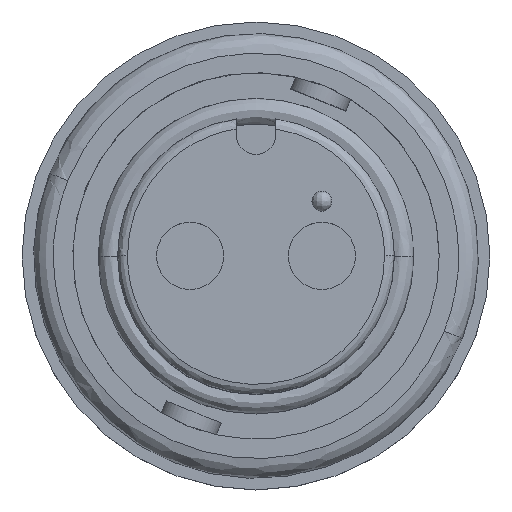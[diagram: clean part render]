
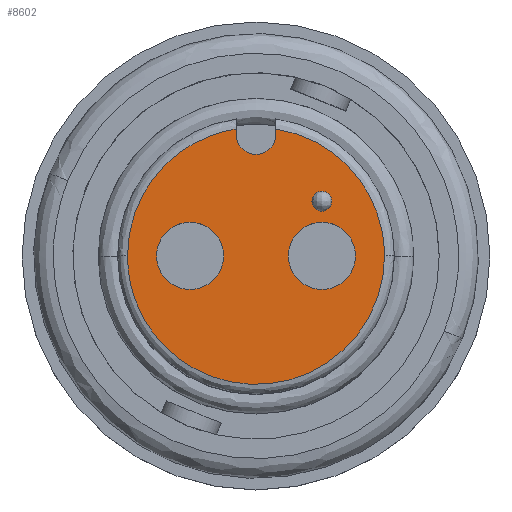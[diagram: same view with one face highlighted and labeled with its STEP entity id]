
A CAD part, top view. The second image highlights one B-rep face of the part: STEP entity #8602.
In plain terms, the highlighted planar face has unit normal (0, 0, 1).
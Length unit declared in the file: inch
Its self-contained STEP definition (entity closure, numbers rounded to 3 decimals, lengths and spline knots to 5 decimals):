
#105 = FACE_BOUND ( 'NONE', #3315, .T. ) ;
#107 = CIRCLE ( 'NONE', #9405, 0.051 ) ;
#335 = CIRCLE ( 'NONE', #14415, 0.03 ) ;
#500 = VERTEX_POINT ( 'NONE', #11072 ) ;
#568 = EDGE_CURVE ( 'NONE', #14170, #7754, #10728, .T. ) ;
#1100 = ORIENTED_EDGE ( 'NONE', *, *, #12948, .T. ) ;
#1137 = AXIS2_PLACEMENT_3D ( 'NONE', #5587, #5569, #5557 ) ;
#1290 = CARTESIAN_POINT ( 'NONE',  ( -0.151, 0., 0. ) ) ;
#1536 = VERTEX_POINT ( 'NONE', #6085 ) ;
#1654 = ORIENTED_EDGE ( 'NONE', *, *, #9287, .F. ) ;
#1683 = CIRCLE ( 'NONE', #10559, 0.015 ) ;
#1774 = VERTEX_POINT ( 'NONE', #3597 ) ;
#1916 = VERTEX_POINT ( 'NONE', #2496 ) ;
#2380 = ORIENTED_EDGE ( 'NONE', *, *, #15236, .T. ) ;
#2496 = CARTESIAN_POINT ( 'NONE',  ( 0.195, 0., 0. ) ) ;
#2831 = EDGE_LOOP ( 'NONE', ( #10450, #10066 ) ) ;
#3022 = DIRECTION ( 'NONE',  ( 0., -1., 0. ) ) ;
#3023 = VECTOR ( 'NONE', #3022, 39.37008 ) ;
#3145 = ORIENTED_EDGE ( 'NONE', *, *, #5754, .T. ) ;
#3315 = EDGE_LOOP ( 'NONE', ( #3145, #15063 ) ) ;
#3597 = CARTESIAN_POINT ( 'NONE',  ( 0.049, 0., 0. ) ) ;
#3755 = EDGE_LOOP ( 'NONE', ( #9436, #5489, #2380, #10849, #9469, #1654 ) ) ;
#3782 = LINE ( 'NONE', #14458, #3023 ) ;
#3804 = VERTEX_POINT ( 'NONE', #15360 ) ;
#4039 = VECTOR ( 'NONE', #9336, 39.37008 ) ;
#4123 = CARTESIAN_POINT ( 'NONE',  ( 0.03, 0.184, 0. ) ) ;
#4333 = EDGE_CURVE ( 'NONE', #1916, #1536, #10724, .T. ) ;
#4469 = VERTEX_POINT ( 'NONE', #6057 ) ;
#4496 = EDGE_CURVE ( 'NONE', #500, #1774, #4575, .T. ) ;
#4575 = CIRCLE ( 'NONE', #1137, 0.051 ) ;
#4870 = EDGE_CURVE ( 'NONE', #9188, #10101, #3782, .T. ) ;
#5231 =( BOUNDED_CURVE ( )  B_SPLINE_CURVE ( 3, ( #9695, #9641, #9609, #9606 ),
 .UNSPECIFIED., .F., .F. ) 
 B_SPLINE_CURVE_WITH_KNOTS ( ( 4, 4 ),
 ( 0., 1. ),
 .UNSPECIFIED. ) 
 CURVE ( )  GEOMETRIC_REPRESENTATION_ITEM ( )  RATIONAL_B_SPLINE_CURVE ( ( 1., 0.84, 0.84, 1. ) ) 
 REPRESENTATION_ITEM ( '' )  );
#5489 = ORIENTED_EDGE ( 'NONE', *, *, #6948, .T. ) ;
#5557 = DIRECTION ( 'NONE',  ( -1., 0., 0. ) ) ;
#5569 = DIRECTION ( 'NONE',  ( 0., 0., -1. ) ) ;
#5587 = CARTESIAN_POINT ( 'NONE',  ( 0.1, 0., 0. ) ) ;
#5754 = EDGE_CURVE ( 'NONE', #3804, #8180, #1683, .T. ) ;
#6057 = CARTESIAN_POINT ( 'NONE',  ( -0.03, 0.184, 0. ) ) ;
#6085 = CARTESIAN_POINT ( 'NONE',  ( -0.195, 0., 0. ) ) ;
#6271 = VERTEX_POINT ( 'NONE', #6888 ) ;
#6281 = CARTESIAN_POINT ( 'NONE',  ( -0.03, 0.19268, 0. ) ) ;
#6327 = DIRECTION ( 'NONE',  ( -1., 0., 0. ) ) ;
#6328 = CARTESIAN_POINT ( 'NONE',  ( -0.1295, 0.17719, 0. ) ) ;
#6348 = DIRECTION ( 'NONE',  ( 0., 0., -1. ) ) ;
#6365 = CARTESIAN_POINT ( 'NONE',  ( 0.09989, 0.08286, 0. ) ) ;
#6754 = CARTESIAN_POINT ( 'NONE',  ( -0.195, 0., 0. ) ) ;
#6888 = CARTESIAN_POINT ( 'NONE',  ( -0.03, 0.19268, 0. ) ) ;
#6948 = EDGE_CURVE ( 'NONE', #10101, #4469, #335, .T. ) ;
#7348 = CIRCLE ( 'NONE', #15966, 0.015 ) ;
#7474 = FACE_BOUND ( 'NONE', #2831, .T. ) ;
#7747 = AXIS2_PLACEMENT_3D ( 'NONE', #14184, #14172, #14157 ) ;
#7754 = VERTEX_POINT ( 'NONE', #1290 ) ;
#7788 = CARTESIAN_POINT ( 'NONE',  ( -0.195, 0., 0. ) ) ;
#7824 = CARTESIAN_POINT ( 'NONE',  ( -0.195, -0.39, 0. ) ) ;
#7947 = CARTESIAN_POINT ( 'NONE',  ( -0.195, 0.1007, 0. ) ) ;
#7990 = FACE_BOUND ( 'NONE', #15378, .T. ) ;
#8082 = CARTESIAN_POINT ( 'NONE',  ( 0.195, -0.39, 0. ) ) ;
#8180 = VERTEX_POINT ( 'NONE', #15977 ) ;
#8200 = CARTESIAN_POINT ( 'NONE',  ( 0.195, 0., 0. ) ) ;
#8602 = ADVANCED_FACE ( 'NONE', ( #105, #15000, #7474, #7990 ), #14234, .T. ) ;
#9188 = VERTEX_POINT ( 'NONE', #10174 ) ;
#9287 = EDGE_CURVE ( 'NONE', #9188, #1916, #5231, .T. ) ;
#9295 = AXIS2_PLACEMENT_3D ( 'NONE', #10507, #10488, #10469 ) ;
#9336 = DIRECTION ( 'NONE',  ( 0., 1., 0. ) ) ;
#9405 = AXIS2_PLACEMENT_3D ( 'NONE', #10044, #9984, #9929 ) ;
#9436 = ORIENTED_EDGE ( 'NONE', *, *, #4870, .T. ) ;
#9469 = ORIENTED_EDGE ( 'NONE', *, *, #4333, .F. ) ;
#9606 = CARTESIAN_POINT ( 'NONE',  ( 0.195, 0., 0. ) ) ;
#9609 = CARTESIAN_POINT ( 'NONE',  ( 0.195, 0.1007, 0. ) ) ;
#9641 = CARTESIAN_POINT ( 'NONE',  ( 0.1295, 0.17719, 0. ) ) ;
#9695 = CARTESIAN_POINT ( 'NONE',  ( 0.03, 0.19268, 0. ) ) ;
#9878 = EDGE_CURVE ( 'NONE', #8180, #3804, #7348, .T. ) ;
#9929 = DIRECTION ( 'NONE',  ( -1., 0., 0. ) ) ;
#9984 = DIRECTION ( 'NONE',  ( 0., 0., -1. ) ) ;
#10044 = CARTESIAN_POINT ( 'NONE',  ( 0.1, 0., 0. ) ) ;
#10066 = ORIENTED_EDGE ( 'NONE', *, *, #4496, .T. ) ;
#10101 = VERTEX_POINT ( 'NONE', #4123 ) ;
#10147 =( BOUNDED_CURVE ( )  B_SPLINE_CURVE ( 3, ( #6754, #7947, #6328, #6281 ),
 .UNSPECIFIED., .F., .F. ) 
 B_SPLINE_CURVE_WITH_KNOTS ( ( 4, 4 ),
 ( 0., 1. ),
 .UNSPECIFIED. ) 
 CURVE ( )  GEOMETRIC_REPRESENTATION_ITEM ( )  RATIONAL_B_SPLINE_CURVE ( ( 1., 0.84, 0.84, 1. ) ) 
 REPRESENTATION_ITEM ( '' )  );
#10153 = CARTESIAN_POINT ( 'NONE',  ( -0.03, 0., 0. ) ) ;
#10174 = CARTESIAN_POINT ( 'NONE',  ( 0.03, 0.19268, 0. ) ) ;
#10450 = ORIENTED_EDGE ( 'NONE', *, *, #15197, .T. ) ;
#10469 = DIRECTION ( 'NONE',  ( -1., 0., 0. ) ) ;
#10488 = DIRECTION ( 'NONE',  ( 0., 0., -1. ) ) ;
#10507 = CARTESIAN_POINT ( 'NONE',  ( -0.1, 0., 0. ) ) ;
#10559 = AXIS2_PLACEMENT_3D ( 'NONE', #10800, #10773, #10770 ) ;
#10724 =( BOUNDED_CURVE ( )  B_SPLINE_CURVE ( 3, ( #8200, #8082, #7824, #7788 ),
 .UNSPECIFIED., .F., .F. ) 
 B_SPLINE_CURVE_WITH_KNOTS ( ( 4, 4 ),
 ( 0., 1. ),
 .UNSPECIFIED. ) 
 CURVE ( )  GEOMETRIC_REPRESENTATION_ITEM ( )  RATIONAL_B_SPLINE_CURVE ( ( 1., 0.333, 0.333, 1. ) ) 
 REPRESENTATION_ITEM ( '' )  );
#10728 = CIRCLE ( 'NONE', #9295, 0.051 ) ;
#10770 = DIRECTION ( 'NONE',  ( -1., 0., 0. ) ) ;
#10773 = DIRECTION ( 'NONE',  ( 0., 0., -1. ) ) ;
#10800 = CARTESIAN_POINT ( 'NONE',  ( 0.09989, 0.08286, 0. ) ) ;
#10849 = ORIENTED_EDGE ( 'NONE', *, *, #12426, .F. ) ;
#10879 = ORIENTED_EDGE ( 'NONE', *, *, #568, .T. ) ;
#11072 = CARTESIAN_POINT ( 'NONE',  ( 0.151, 0., 0. ) ) ;
#11139 = CARTESIAN_POINT ( 'NONE',  ( -0.049, 0., 0. ) ) ;
#12221 = AXIS2_PLACEMENT_3D ( 'NONE', #13294, #13272, #13265 ) ;
#12426 = EDGE_CURVE ( 'NONE', #1536, #6271, #10147, .T. ) ;
#12812 = LINE ( 'NONE', #10153, #4039 ) ;
#12948 = EDGE_CURVE ( 'NONE', #7754, #14170, #15241, .T. ) ;
#13265 = DIRECTION ( 'NONE',  ( -1., 0., 0. ) ) ;
#13272 = DIRECTION ( 'NONE',  ( 0., 0., -1. ) ) ;
#13294 = CARTESIAN_POINT ( 'NONE',  ( -0.1, 0., 0. ) ) ;
#13372 = DIRECTION ( 'NONE',  ( 1., 0., 0. ) ) ;
#13392 = DIRECTION ( 'NONE',  ( 0., 0., -1. ) ) ;
#13412 = CARTESIAN_POINT ( 'NONE',  ( 0., 0.184, 0. ) ) ;
#14157 = DIRECTION ( 'NONE',  ( 1., 0., 0. ) ) ;
#14170 = VERTEX_POINT ( 'NONE', #11139 ) ;
#14172 = DIRECTION ( 'NONE',  ( 0., 0., 1. ) ) ;
#14184 = CARTESIAN_POINT ( 'NONE',  ( 0., 0., 0. ) ) ;
#14234 = PLANE ( 'NONE',  #7747 ) ;
#14415 = AXIS2_PLACEMENT_3D ( 'NONE', #13412, #13392, #13372 ) ;
#14458 = CARTESIAN_POINT ( 'NONE',  ( 0.03, 0.184, 0. ) ) ;
#15000 = FACE_OUTER_BOUND ( 'NONE', #3755, .T. ) ;
#15063 = ORIENTED_EDGE ( 'NONE', *, *, #9878, .T. ) ;
#15197 = EDGE_CURVE ( 'NONE', #1774, #500, #107, .T. ) ;
#15236 = EDGE_CURVE ( 'NONE', #4469, #6271, #12812, .T. ) ;
#15241 = CIRCLE ( 'NONE', #12221, 0.051 ) ;
#15360 = CARTESIAN_POINT ( 'NONE',  ( 0.08489, 0.08286, 0. ) ) ;
#15378 = EDGE_LOOP ( 'NONE', ( #1100, #10879 ) ) ;
#15966 = AXIS2_PLACEMENT_3D ( 'NONE', #6365, #6348, #6327 ) ;
#15977 = CARTESIAN_POINT ( 'NONE',  ( 0.11489, 0.08286, 0. ) ) ;
